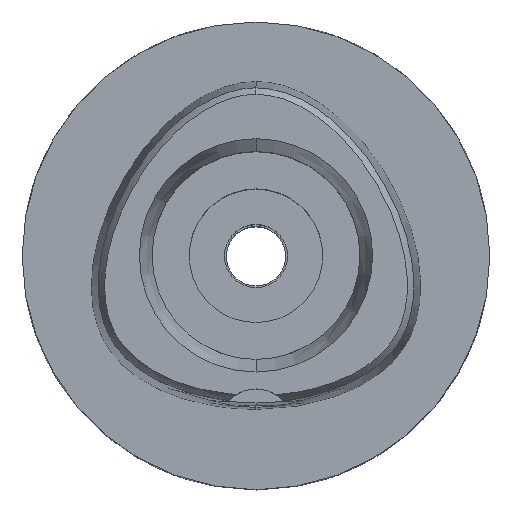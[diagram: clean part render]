
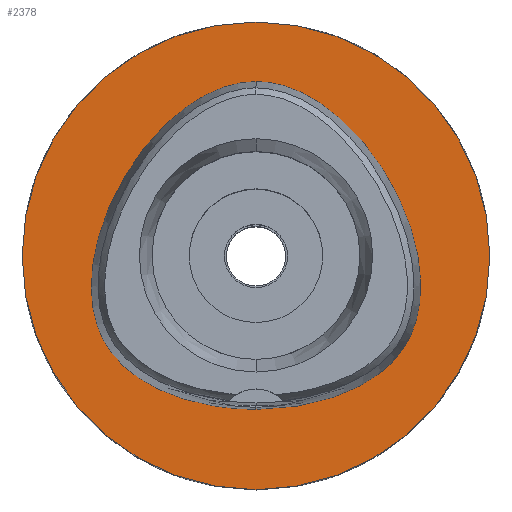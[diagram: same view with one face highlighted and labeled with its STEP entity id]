
A CAD part, top view. The second image highlights one B-rep face of the part: STEP entity #2378.
In plain terms, the highlighted planar face has unit normal (0, 0, 1).
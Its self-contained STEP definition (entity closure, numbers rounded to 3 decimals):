
#301=CARTESIAN_POINT('',(0.,0.,0.));
#302=DIRECTION('',(0.,0.,-1.));
#303=DIRECTION('',(0.,-1.,0.));
#304=AXIS2_PLACEMENT_3D('',#301,#302,#303);
#309=CARTESIAN_POINT('',(0.,0.,0.));
#310=DIRECTION('',(0.,0.,-1.));
#311=DIRECTION('',(0.,1.,0.));
#312=AXIS2_PLACEMENT_3D('',#309,#310,#311);
#317=CARTESIAN_POINT('',(0.,-20.675,0.));
#318=CARTESIAN_POINT('',(0.867,-20.675,0.));
#319=CARTESIAN_POINT('',(2.574,-20.612,
0.));
#320=CARTESIAN_POINT('',(5.087,-20.337,
0.));
#321=CARTESIAN_POINT('',(7.457,-19.897,0.));
#322=CARTESIAN_POINT('',(9.642,-19.32,0.));
#323=CARTESIAN_POINT('',(11.615,-18.633,0.));
#324=CARTESIAN_POINT('',(13.367,-17.862,0.));
#325=CARTESIAN_POINT('',(14.904,-17.031,0.));
#326=CARTESIAN_POINT('',(16.24,-16.157,0.));
#327=CARTESIAN_POINT('',(17.394,-15.252,0.));
#328=CARTESIAN_POINT('',(18.384,-14.322,0.));
#329=CARTESIAN_POINT('',(19.228,-13.371,0.));
#330=CARTESIAN_POINT('',(19.937,-12.406,0.));
#331=CARTESIAN_POINT('',(20.534,-11.409,0.));
#332=CARTESIAN_POINT('',(21.042,-10.342,0.));
#333=CARTESIAN_POINT('',(21.472,-9.173,0.));
#334=CARTESIAN_POINT('',(21.813,-7.892,0.));
#335=CARTESIAN_POINT('',(22.056,-6.485,0.));
#336=CARTESIAN_POINT('',(22.186,-4.938,0.));
#337=CARTESIAN_POINT('',(22.186,-3.242,0.));
#338=CARTESIAN_POINT('',(22.032,-1.391,0.));
#339=CARTESIAN_POINT('',(21.704,0.614,0.));
#340=CARTESIAN_POINT('',(21.18,2.756,0.));
#341=CARTESIAN_POINT('',(20.446,5.004,0.));
#342=CARTESIAN_POINT('',(19.498,7.31,0.));
#343=CARTESIAN_POINT('',(18.35,9.609,0.));
#344=CARTESIAN_POINT('',(17.029,11.833,0.));
#345=CARTESIAN_POINT('',(15.57,13.925,0.));
#346=CARTESIAN_POINT('',(14.022,15.829,0.));
#347=CARTESIAN_POINT('',(12.433,17.511,0.));
#348=CARTESIAN_POINT('',(10.845,18.954,0.));
#349=CARTESIAN_POINT('',(9.287,20.161,0.));
#350=CARTESIAN_POINT('',(7.779,21.145,0.));
#351=CARTESIAN_POINT('',(6.333,21.927,0.));
#352=CARTESIAN_POINT('',(4.95,22.528,0.));
#353=CARTESIAN_POINT('',(3.631,22.969,0.));
#354=CARTESIAN_POINT('',(2.369,23.268,0.));
#355=CARTESIAN_POINT('',(1.161,23.439,
0.));
#356=CARTESIAN_POINT('',(0.382,23.475,
0.));
#357=CARTESIAN_POINT('',(0.,23.475,
0.));
#362=CARTESIAN_POINT('',(0.,23.475,
0.));
#363=CARTESIAN_POINT('',(-0.382,23.475,
0.));
#364=CARTESIAN_POINT('',(-1.161,23.439,
0.));
#365=CARTESIAN_POINT('',(-2.37,23.268,
0.));
#366=CARTESIAN_POINT('',(-3.632,22.969,0.));
#367=CARTESIAN_POINT('',(-4.951,22.528,0.));
#368=CARTESIAN_POINT('',(-6.333,21.927,0.));
#369=CARTESIAN_POINT('',(-7.78,21.145,0.));
#370=CARTESIAN_POINT('',(-9.288,20.16,0.));
#371=CARTESIAN_POINT('',(-10.846,18.952,0.));
#372=CARTESIAN_POINT('',(-12.435,17.509,0.));
#373=CARTESIAN_POINT('',(-14.024,15.827,0.));
#374=CARTESIAN_POINT('',(-15.572,13.922,0.));
#375=CARTESIAN_POINT('',(-17.031,11.83,0.));
#376=CARTESIAN_POINT('',(-18.352,9.606,0.));
#377=CARTESIAN_POINT('',(-19.499,7.308,0.));
#378=CARTESIAN_POINT('',(-20.447,5.001,0.));
#379=CARTESIAN_POINT('',(-21.18,2.754,0.));
#380=CARTESIAN_POINT('',(-21.704,0.612,0.));
#381=CARTESIAN_POINT('',(-22.032,-1.392,0.));
#382=CARTESIAN_POINT('',(-22.186,-3.243,0.));
#383=CARTESIAN_POINT('',(-22.186,-4.939,0.));
#384=CARTESIAN_POINT('',(-22.056,-6.485,0.));
#385=CARTESIAN_POINT('',(-21.813,-7.893,0.));
#386=CARTESIAN_POINT('',(-21.471,-9.174,0.));
#387=CARTESIAN_POINT('',(-21.041,-10.344,0.));
#388=CARTESIAN_POINT('',(-20.534,-11.409,0.));
#389=CARTESIAN_POINT('',(-19.938,-12.404,0.));
#390=CARTESIAN_POINT('',(-19.23,-13.369,0.));
#391=CARTESIAN_POINT('',(-18.386,-14.32,0.));
#392=CARTESIAN_POINT('',(-17.397,-15.249,0.));
#393=CARTESIAN_POINT('',(-16.243,-16.155,0.));
#394=CARTESIAN_POINT('',(-14.907,-17.03,0.));
#395=CARTESIAN_POINT('',(-13.37,-17.861,0.));
#396=CARTESIAN_POINT('',(-11.617,-18.632,0.));
#397=CARTESIAN_POINT('',(-9.645,-19.319,0.));
#398=CARTESIAN_POINT('',(-7.459,-19.897,0.));
#399=CARTESIAN_POINT('',(-5.088,-20.337,
0.));
#400=CARTESIAN_POINT('',(-2.574,-20.612,
0.));
#401=CARTESIAN_POINT('',(-0.867,-20.675,0.));
#402=CARTESIAN_POINT('',(0.,-20.675,0.));
#1538=VERTEX_POINT('',#362);
#1539=VERTEX_POINT('',#402);
#1544=CARTESIAN_POINT('',(0.,-31.5,0.));
#1545=CARTESIAN_POINT('',(0.,31.5,0.));
#1546=VERTEX_POINT('',#1544);
#1547=VERTEX_POINT('',#1545);
#2362=CARTESIAN_POINT('',(0.,0.,0.));
#2363=DIRECTION('',(0.,0.,-1.));
#2364=DIRECTION('',(0.,-1.,0.));
#2365=AXIS2_PLACEMENT_3D('',#2362,#2363,#2364);
#2366=PLANE('',#2365);
#2368=ORIENTED_EDGE('',*,*,#2367,.T.);
#2370=ORIENTED_EDGE('',*,*,#2369,.T.);
#2371=EDGE_LOOP('',(#2368,#2370));
#2372=FACE_OUTER_BOUND('',#2371,.F.);
#2374=ORIENTED_EDGE('',*,*,#2373,.T.);
#2375=ORIENTED_EDGE('',*,*,#2345,.T.);
#2376=EDGE_LOOP('',(#2374,#2375));
#2377=FACE_BOUND('',#2376,.F.);
#305=CIRCLE('',#304,31.5);
#313=CIRCLE('',#312,31.5);
#358=B_SPLINE_CURVE_WITH_KNOTS('',3,(#317,#318,#319,#320,#321,#322,#323,#324,
#325,#326,#327,#328,#329,#330,#331,#332,#333,#334,#335,#336,#337,#338,#339,#340,
#341,#342,#343,#344,#345,#346,#347,#348,#349,#350,#351,#352,#353,#354,#355,#356,
#357),.UNSPECIFIED.,.F.,.F.,(4,1,1,1,1,1,1,1,1,1,1,1,1,1,1,1,1,1,1,1,1,1,1,1,1,
1,1,1,1,1,1,1,1,1,1,1,1,1,4),(0.,0.026,0.053,
0.079,0.105,0.132,0.158,
0.184,0.211,0.237,0.263,
0.289,0.316,0.342,0.368,
0.395,0.421,0.447,0.474,0.5,
0.526,0.553,0.579,0.605,
0.632,0.658,0.684,0.711,
0.737,0.763,0.789,0.816,
0.842,0.868,0.895,0.921,
0.947,0.974,1.),.UNSPECIFIED.);
#403=B_SPLINE_CURVE_WITH_KNOTS('',3,(#362,#363,#364,#365,#366,#367,#368,#369,
#370,#371,#372,#373,#374,#375,#376,#377,#378,#379,#380,#381,#382,#383,#384,#385,
#386,#387,#388,#389,#390,#391,#392,#393,#394,#395,#396,#397,#398,#399,#400,#401,
#402),.UNSPECIFIED.,.F.,.F.,(4,1,1,1,1,1,1,1,1,1,1,1,1,1,1,1,1,1,1,1,1,1,1,1,1,
1,1,1,1,1,1,1,1,1,1,1,1,1,4),(0.,0.026,0.053,
0.079,0.105,0.132,0.158,
0.184,0.211,0.237,0.263,
0.289,0.316,0.342,0.368,
0.395,0.421,0.447,0.474,0.5,
0.526,0.553,0.579,0.605,
0.632,0.658,0.684,0.711,
0.737,0.763,0.789,0.816,
0.842,0.868,0.895,0.921,
0.947,0.974,1.),.UNSPECIFIED.);
#2345=EDGE_CURVE('',#1538,#1539,#403,.T.);
#2367=EDGE_CURVE('',#1546,#1547,#305,.T.);
#2369=EDGE_CURVE('',#1547,#1546,#313,.T.);
#2373=EDGE_CURVE('',#1539,#1538,#358,.T.);
#2378=ADVANCED_FACE('',(#2372,#2377),#2366,.F.);
